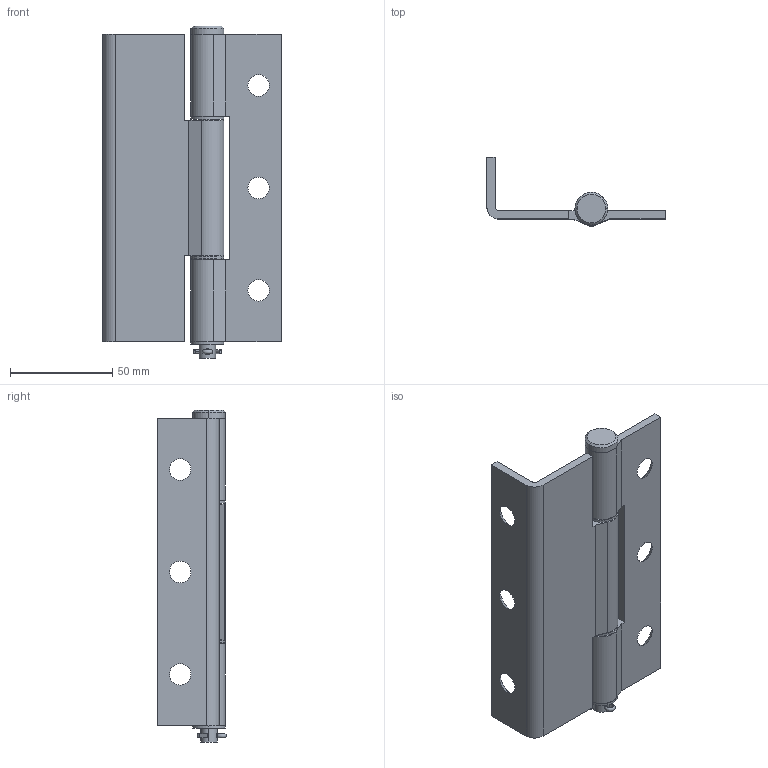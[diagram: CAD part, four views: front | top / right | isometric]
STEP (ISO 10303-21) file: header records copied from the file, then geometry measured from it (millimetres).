
FILE_DESCRIPTION (( 'STEP AP203' ), '1' );
FILE_NAME ('B-1810-2.STEP', '2009-09-11T02:26:06', ( ' ' ), ( ' ' ), 'SwSTEP 2.0', 'SolidWorks 2007', '' );
FILE_SCHEMA (( 'CONFIG_CONTROL_DESIGN' ));
Length unit declared in the file: millimetre
Products named in the file (6): B-1810-2塇崻C__棉太倌; B-1810-2; 妱傝僺儞丂屇傃4_L=15庢晅忬懺冇10幉; B-1810-2僺儞__棉太倌; B-1810-2塇崻B__棉太倌; B-1810-2暯嵗嬥__棉太倌
Assembly tree (7 placements, depth 2):
  B-1810-2
    妱傝僺儞丂屇傃4_L=15庢晅忬懺冇10幉
    B-1810-2僺儞__棉太倌
    B-1810-2塇崻B__棉太倌
    B-1810-2塇崻C__棉太倌
    B-1810-2暯嵗嬥__棉太倌  x3
Bounding box: 87 x 33.49 x 162 mm (x, y, z)
Volume: 83337 mm3; surface area: 47199.3 mm2
Topology: 7 solids, 7 shells, 108 faces, 257 edges, 164 vertices
Faces by surface type: cylinder 46, plane 37, cone 14, torus 11
Entity records: 3667 total; most frequent: CARTESIAN_POINT 587, DIRECTION 555, ORIENTED_EDGE 466, EDGE_CURVE 233, AXIS2_PLACEMENT_3D 220, VERTEX_POINT 148, EDGE_LOOP 119, VECTOR 115
